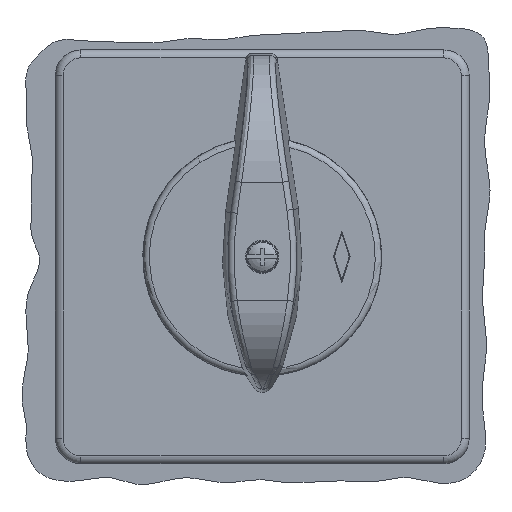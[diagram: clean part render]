
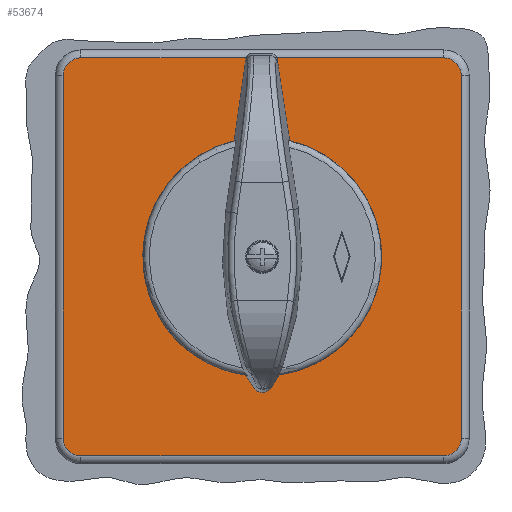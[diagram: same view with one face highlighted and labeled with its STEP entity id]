
A CAD part, front view. The second image highlights one B-rep face of the part: STEP entity #53674.
In plain terms, the highlighted face is planar.
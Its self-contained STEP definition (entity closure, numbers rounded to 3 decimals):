
#52968=CARTESIAN_POINT('',(-57.,57.,10.));
#52969=DIRECTION('',(0.,0.,1.));
#52970=DIRECTION('',(0.,1.,0.));
#52971=AXIS2_PLACEMENT_3D('',#52968,#52969,#52970);
#52973=DIRECTION('',(-1.,0.,0.));
#52974=VECTOR('',#52973,114.);
#52975=CARTESIAN_POINT('',(57.,62.5,10.));
#52976=LINE('',#52975,#52974);
#52977=CARTESIAN_POINT('',(57.,57.,10.));
#52978=DIRECTION('',(0.,0.,1.));
#52979=DIRECTION('',(1.,0.,0.));
#52980=AXIS2_PLACEMENT_3D('',#52977,#52978,#52979);
#52982=DIRECTION('',(0.,1.,0.));
#52983=VECTOR('',#52982,114.);
#52984=CARTESIAN_POINT('',(62.5,-57.,10.));
#52985=LINE('',#52984,#52983);
#52986=CARTESIAN_POINT('',(57.,-57.,10.));
#52987=DIRECTION('',(0.,0.,1.));
#52988=DIRECTION('',(0.,-1.,0.));
#52989=AXIS2_PLACEMENT_3D('',#52986,#52987,#52988);
#52991=DIRECTION('',(1.,0.,0.));
#52992=VECTOR('',#52991,114.);
#52993=CARTESIAN_POINT('',(-57.,-62.5,10.));
#52994=LINE('',#52993,#52992);
#52995=CARTESIAN_POINT('',(-57.,-57.,10.));
#52996=DIRECTION('',(0.,0.,1.));
#52997=DIRECTION('',(-1.,0.,0.));
#52998=AXIS2_PLACEMENT_3D('',#52995,#52996,#52997);
#53000=DIRECTION('',(0.,-1.,0.));
#53001=VECTOR('',#53000,114.);
#53002=CARTESIAN_POINT('',(-62.5,57.,10.));
#53003=LINE('',#53002,#53001);
#53004=CARTESIAN_POINT('',(0.,20.,10.));
#53005=DIRECTION('',(0.,0.,1.));
#53006=DIRECTION('',(1.,0.,0.));
#53007=AXIS2_PLACEMENT_3D('',#53004,#53005,#53006);
#53009=CARTESIAN_POINT('',(0.,20.,10.));
#53010=DIRECTION('',(0.,0.,1.));
#53011=DIRECTION('',(-1.,0.,0.));
#53012=AXIS2_PLACEMENT_3D('',#53009,#53010,#53011);
#53014=CARTESIAN_POINT('',(0.,-20.,10.));
#53015=DIRECTION('',(0.,0.,1.));
#53016=DIRECTION('',(1.,0.,0.));
#53017=AXIS2_PLACEMENT_3D('',#53014,#53015,#53016);
#53019=CARTESIAN_POINT('',(0.,-20.,10.));
#53020=DIRECTION('',(0.,0.,1.));
#53021=DIRECTION('',(-1.,0.,0.));
#53022=AXIS2_PLACEMENT_3D('',#53019,#53020,#53021);
#53024=CARTESIAN_POINT('',(0.,0.,10.));
#53025=DIRECTION('',(0.,0.,-1.));
#53026=DIRECTION('',(1.,0.,0.));
#53027=AXIS2_PLACEMENT_3D('',#53024,#53025,#53026);
#53029=CARTESIAN_POINT('',(0.,0.,10.));
#53030=DIRECTION('',(0.,0.,-1.));
#53031=DIRECTION('',(-1.,0.,0.));
#53032=AXIS2_PLACEMENT_3D('',#53029,#53030,#53031);
#53450=CARTESIAN_POINT('',(-57.,62.5,10.));
#53451=CARTESIAN_POINT('',(-62.5,57.,10.));
#53452=VERTEX_POINT('',#53450);
#53453=VERTEX_POINT('',#53451);
#53458=CARTESIAN_POINT('',(-62.5,-57.,10.));
#53459=VERTEX_POINT('',#53458);
#53462=CARTESIAN_POINT('',(-57.,-62.5,10.));
#53463=VERTEX_POINT('',#53462);
#53466=CARTESIAN_POINT('',(57.,-62.5,10.));
#53467=VERTEX_POINT('',#53466);
#53470=CARTESIAN_POINT('',(62.5,-57.,10.));
#53471=VERTEX_POINT('',#53470);
#53474=CARTESIAN_POINT('',(62.5,57.,10.));
#53475=VERTEX_POINT('',#53474);
#53478=CARTESIAN_POINT('',(57.,62.5,10.));
#53479=VERTEX_POINT('',#53478);
#53498=CARTESIAN_POINT('',(1.75,20.,10.));
#53499=CARTESIAN_POINT('',(-1.75,20.,10.));
#53500=VERTEX_POINT('',#53498);
#53501=VERTEX_POINT('',#53499);
#53502=CARTESIAN_POINT('',(1.75,-20.,10.));
#53503=CARTESIAN_POINT('',(-1.75,-20.,10.));
#53504=VERTEX_POINT('',#53502);
#53505=VERTEX_POINT('',#53503);
#53530=CARTESIAN_POINT('',(12.25,0.,10.));
#53531=CARTESIAN_POINT('',(-12.25,0.,10.));
#53532=VERTEX_POINT('',#53530);
#53533=VERTEX_POINT('',#53531);
#53634=CARTESIAN_POINT('',(0.,0.,10.));
#53635=DIRECTION('',(0.,0.,1.));
#53636=DIRECTION('',(1.,0.,0.));
#53637=AXIS2_PLACEMENT_3D('',#53634,#53635,#53636);
#53638=PLANE('',#53637);
#53639=ORIENTED_EDGE('',*,*,#53624,.F.);
#53641=ORIENTED_EDGE('',*,*,#53640,.F.);
#53643=ORIENTED_EDGE('',*,*,#53642,.F.);
#53645=ORIENTED_EDGE('',*,*,#53644,.F.);
#53647=ORIENTED_EDGE('',*,*,#53646,.F.);
#53649=ORIENTED_EDGE('',*,*,#53648,.F.);
#53651=ORIENTED_EDGE('',*,*,#53650,.F.);
#53653=ORIENTED_EDGE('',*,*,#53652,.F.);
#53654=EDGE_LOOP('',(#53639,#53641,#53643,#53645,#53647,#53649,#53651,#53653));
#53655=FACE_OUTER_BOUND('',#53654,.F.);
#53657=ORIENTED_EDGE('',*,*,#53656,.T.);
#53659=ORIENTED_EDGE('',*,*,#53658,.T.);
#53660=EDGE_LOOP('',(#53657,#53659));
#53661=FACE_BOUND('',#53660,.F.);
#53663=ORIENTED_EDGE('',*,*,#53662,.T.);
#53665=ORIENTED_EDGE('',*,*,#53664,.T.);
#53666=EDGE_LOOP('',(#53663,#53665));
#53667=FACE_BOUND('',#53666,.F.);
#53669=ORIENTED_EDGE('',*,*,#53668,.F.);
#53671=ORIENTED_EDGE('',*,*,#53670,.F.);
#53672=EDGE_LOOP('',(#53669,#53671));
#53673=FACE_BOUND('',#53672,.F.);
#53674=ADVANCED_FACE('',(#53655,#53661,#53667,#53673),#53638,.T.);
#52972=CIRCLE('',#52971,5.5);
#52981=CIRCLE('',#52980,5.5);
#52990=CIRCLE('',#52989,5.5);
#52999=CIRCLE('',#52998,5.5);
#53008=CIRCLE('',#53007,1.75);
#53013=CIRCLE('',#53012,1.75);
#53018=CIRCLE('',#53017,1.75);
#53023=CIRCLE('',#53022,1.75);
#53028=CIRCLE('',#53027,12.25);
#53033=CIRCLE('',#53032,12.25);
#53624=EDGE_CURVE('',#53452,#53453,#52972,.T.);
#53640=EDGE_CURVE('',#53479,#53452,#52976,.T.);
#53642=EDGE_CURVE('',#53475,#53479,#52981,.T.);
#53644=EDGE_CURVE('',#53471,#53475,#52985,.T.);
#53646=EDGE_CURVE('',#53467,#53471,#52990,.T.);
#53648=EDGE_CURVE('',#53463,#53467,#52994,.T.);
#53650=EDGE_CURVE('',#53459,#53463,#52999,.T.);
#53652=EDGE_CURVE('',#53453,#53459,#53003,.T.);
#53656=EDGE_CURVE('',#53500,#53501,#53008,.T.);
#53658=EDGE_CURVE('',#53501,#53500,#53013,.T.);
#53662=EDGE_CURVE('',#53504,#53505,#53018,.T.);
#53664=EDGE_CURVE('',#53505,#53504,#53023,.T.);
#53668=EDGE_CURVE('',#53532,#53533,#53028,.T.);
#53670=EDGE_CURVE('',#53533,#53532,#53033,.T.);
